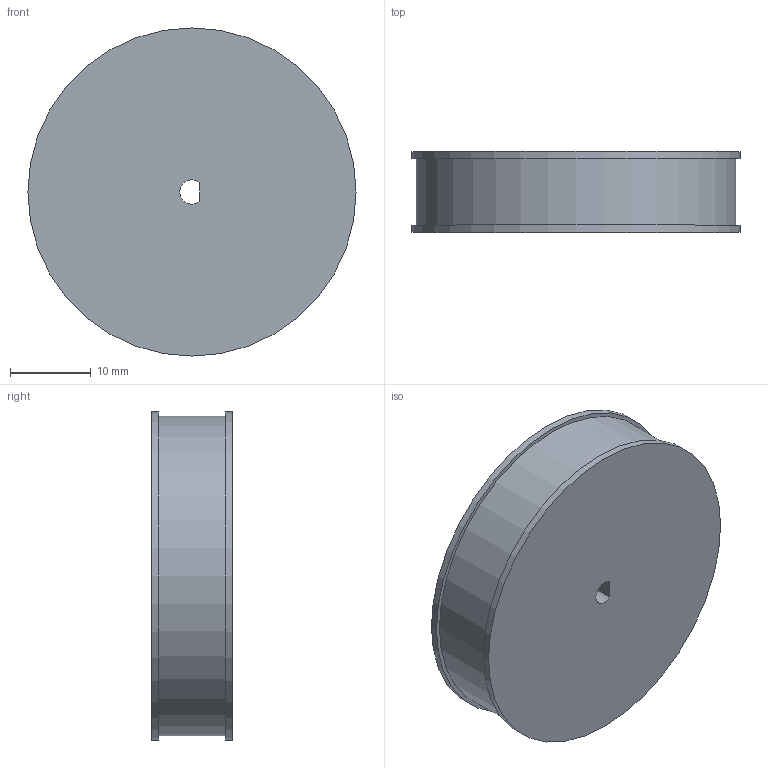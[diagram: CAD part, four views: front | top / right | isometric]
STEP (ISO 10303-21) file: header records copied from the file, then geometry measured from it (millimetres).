
FILE_DESCRIPTION(('FreeCAD Model'),'2;1');
FILE_NAME('Open CASCADE Shape Model','2023-03-01T16:07:24',(''),(''), 'Open CASCADE STEP processor 7.6','FreeCAD','Unknown');
FILE_SCHEMA(('AUTOMOTIVE_DESIGN { 1 0 10303 214 1 1 1 1 }'));
Length unit declared in the file: millimetre
Products named in the file (1): WheelBody
Bounding box: 40.64 x 10 x 40.64 mm (x, y, z)
Volume: 12383.4 mm3; surface area: 4051.4 mm2
Topology: 1 solids, 1 shells, 9 faces, 15 edges, 10 vertices
Faces by surface type: plane 5, cylinder 4
Full cylindrical faces by diameter (mm): 39.624 x1, 40.64 x2
Entity records: 243 total; most frequent: DIRECTION 43, CARTESIAN_POINT 35, ORIENTED_EDGE 30, AXIS2_PLACEMENT_3D 18, EDGE_CURVE 15, FACE_BOUND 13, EDGE_LOOP 13, VERTEX_POINT 10
